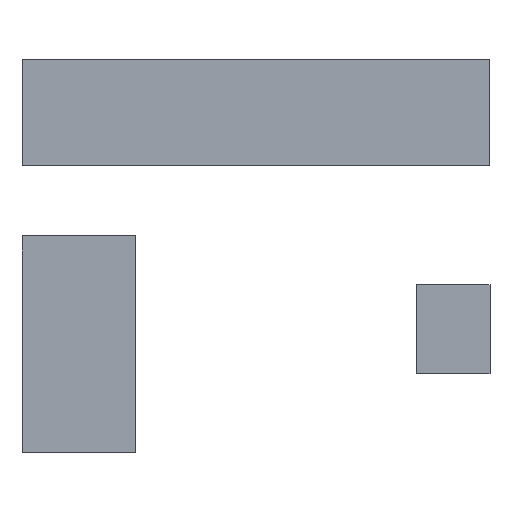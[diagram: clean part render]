
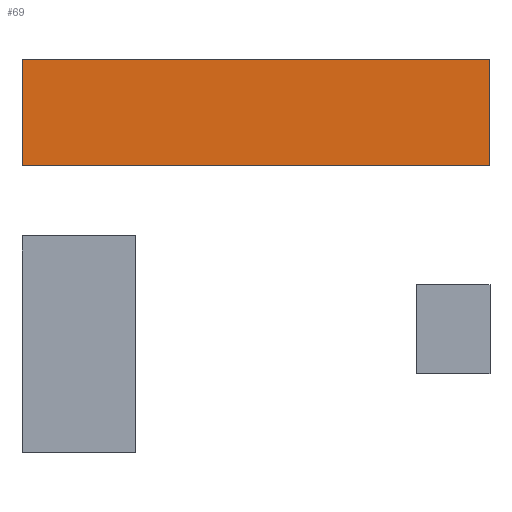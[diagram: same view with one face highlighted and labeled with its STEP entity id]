
A CAD part, top view. The second image highlights one B-rep face of the part: STEP entity #69.
In plain terms, the highlighted planar face has unit normal (0, 0, 1).
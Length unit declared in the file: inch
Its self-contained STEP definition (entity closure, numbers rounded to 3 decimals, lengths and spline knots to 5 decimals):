
#12 = CARTESIAN_POINT ( 'NONE',  ( 0., 0.5673, 0.125 ) ) ;
#14 = EDGE_CURVE ( 'NONE', #488, #511, #357, .T. ) ;
#17 = DIRECTION ( 'NONE',  ( 1., 0., 0. ) ) ;
#44 = DIRECTION ( 'NONE',  ( 0., -1., 0. ) ) ;
#69 = ADVANCED_FACE ( 'NONE', ( #457 ), #429, .T. ) ;
#81 = DIRECTION ( 'NONE',  ( 0., 0., 1. ) ) ;
#93 = EDGE_CURVE ( 'NONE', #488, #509, #448, .T. ) ;
#110 = CARTESIAN_POINT ( 'NONE',  ( 0., 0., 0.125 ) ) ;
#128 = EDGE_CURVE ( 'NONE', #509, #529, #358, .T. ) ;
#163 = CARTESIAN_POINT ( 'NONE',  ( -1.5, 0., 0.125 ) ) ;
#178 = DIRECTION ( 'NONE',  ( 0., -1., 0. ) ) ;
#198 = ORIENTED_EDGE ( 'NONE', *, *, #93, .F. ) ;
#207 = CARTESIAN_POINT ( 'NONE',  ( 1.5, 1.25, 0.125 ) ) ;
#212 = CARTESIAN_POINT ( 'NONE',  ( -1.5, 0.5673, 0.125 ) ) ;
#235 = CARTESIAN_POINT ( 'NONE',  ( 1.5, 0., 0.125 ) ) ;
#286 = VECTOR ( 'NONE', #312, 39.37008 ) ;
#287 = LINE ( 'NONE', #12, #286 ) ;
#301 = EDGE_CURVE ( 'NONE', #529, #511, #287, .T. ) ;
#312 = DIRECTION ( 'NONE',  ( -1., 0., 0. ) ) ;
#318 = CARTESIAN_POINT ( 'NONE',  ( -1.5, 1.25, 0.125 ) ) ;
#336 = VECTOR ( 'NONE', #44, 39.37008 ) ;
#357 = LINE ( 'NONE', #163, #481 ) ;
#358 = LINE ( 'NONE', #235, #336 ) ;
#370 = ORIENTED_EDGE ( 'NONE', *, *, #128, .F. ) ;
#379 = VECTOR ( 'NONE', #536, 39.37008 ) ;
#423 = CARTESIAN_POINT ( 'NONE',  ( 0., 1.25, 0.125 ) ) ;
#425 = CARTESIAN_POINT ( 'NONE',  ( 1.5, 0.5673, 0.125 ) ) ;
#429 = PLANE ( 'NONE',  #460 ) ;
#448 = LINE ( 'NONE', #423, #379 ) ;
#453 = EDGE_LOOP ( 'NONE', ( #370, #198, #535, #477 ) ) ;
#457 = FACE_OUTER_BOUND ( 'NONE', #453, .T. ) ;
#460 = AXIS2_PLACEMENT_3D ( 'NONE', #110, #81, #17 ) ;
#477 = ORIENTED_EDGE ( 'NONE', *, *, #301, .F. ) ;
#481 = VECTOR ( 'NONE', #178, 39.37008 ) ;
#488 = VERTEX_POINT ( 'NONE', #318 ) ;
#509 = VERTEX_POINT ( 'NONE', #207 ) ;
#511 = VERTEX_POINT ( 'NONE', #212 ) ;
#529 = VERTEX_POINT ( 'NONE', #425 ) ;
#535 = ORIENTED_EDGE ( 'NONE', *, *, #14, .T. ) ;
#536 = DIRECTION ( 'NONE',  ( 1., 0., 0. ) ) ;
